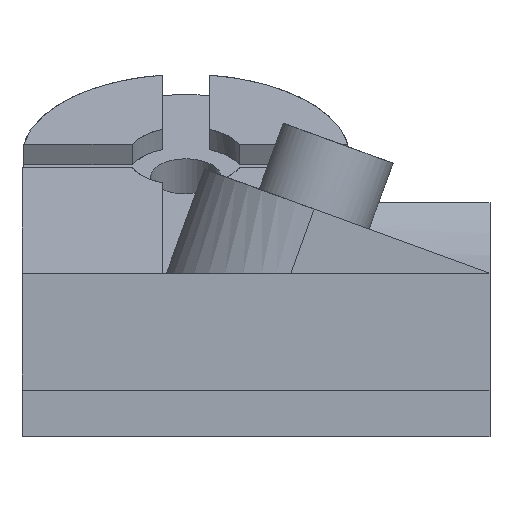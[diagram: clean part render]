
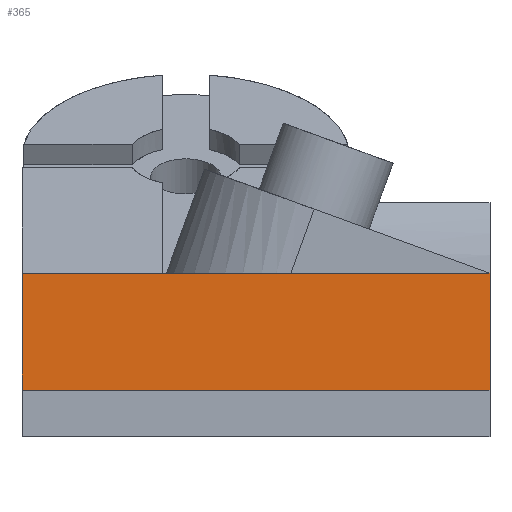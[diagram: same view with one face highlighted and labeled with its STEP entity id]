
A CAD part, front view. The second image highlights one B-rep face of the part: STEP entity #365.
In plain terms, the highlighted free-form (B-spline) face has degree [1, 1] with [2, 2] control points.
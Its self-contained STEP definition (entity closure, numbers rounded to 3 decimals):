
#365 = ADVANCED_FACE('',(#366),#396,.T.);
#366 = FACE_BOUND('',#367,.T.);
#367 = EDGE_LOOP('',(#368,#377,#384,#391));
#368 = ORIENTED_EDGE('',*,*,#369,.T.);
#369 = EDGE_CURVE('',#370,#372,#374,.T.);
#370 = VERTEX_POINT('',#371);
#371 = CARTESIAN_POINT('',(64.886,-129.772,
    32.443));
#372 = VERTEX_POINT('',#373);
#373 = CARTESIAN_POINT('',(-64.886,-129.772,
    32.443));
#374 = B_SPLINE_CURVE_WITH_KNOTS('',1,(#375,#376),.UNSPECIFIED.,.F.,.F.,
  (2,2),(0.,100.),.PIECEWISE_BEZIER_KNOTS.);
#375 = CARTESIAN_POINT('',(64.886,-129.772,
    32.443));
#376 = CARTESIAN_POINT('',(-64.886,-129.772,
    32.443));
#377 = ORIENTED_EDGE('',*,*,#378,.T.);
#378 = EDGE_CURVE('',#372,#379,#381,.T.);
#379 = VERTEX_POINT('',#380);
#380 = CARTESIAN_POINT('',(-64.886,-129.772,0.));
#381 = B_SPLINE_CURVE_WITH_KNOTS('',1,(#382,#383),.UNSPECIFIED.,.F.,.F.,
  (2,2),(0.,25.),.PIECEWISE_BEZIER_KNOTS.);
#382 = CARTESIAN_POINT('',(-64.886,-129.772,
    32.443));
#383 = CARTESIAN_POINT('',(-64.886,-129.772,0.));
#384 = ORIENTED_EDGE('',*,*,#385,.T.);
#385 = EDGE_CURVE('',#379,#386,#388,.T.);
#386 = VERTEX_POINT('',#387);
#387 = CARTESIAN_POINT('',(64.886,-129.772,0.));
#388 = B_SPLINE_CURVE_WITH_KNOTS('',1,(#389,#390),.UNSPECIFIED.,.F.,.F.,
  (2,2),(0.,100.),.PIECEWISE_BEZIER_KNOTS.);
#389 = CARTESIAN_POINT('',(-64.886,-129.772,0.));
#390 = CARTESIAN_POINT('',(64.886,-129.772,0.));
#391 = ORIENTED_EDGE('',*,*,#392,.T.);
#392 = EDGE_CURVE('',#386,#370,#393,.T.);
#393 = B_SPLINE_CURVE_WITH_KNOTS('',1,(#394,#395),.UNSPECIFIED.,.F.,.F.,
  (2,2),(0.,25.),.PIECEWISE_BEZIER_KNOTS.);
#394 = CARTESIAN_POINT('',(64.886,-129.772,0.));
#395 = CARTESIAN_POINT('',(64.886,-129.772,
    32.443));
#396 = B_SPLINE_SURFACE_WITH_KNOTS('',1,1,(
    (#397,#398)
    ,(#399,#400
    )),.UNSPECIFIED.,.F.,.F.,.F.,(2,2),(2,2),(-25.,0.),(-50.,50.),
  .PIECEWISE_BEZIER_KNOTS.);
#397 = CARTESIAN_POINT('',(-64.886,-129.772,
    32.443));
#398 = CARTESIAN_POINT('',(64.886,-129.772,
    32.443));
#399 = CARTESIAN_POINT('',(-64.886,-129.772,0.));
#400 = CARTESIAN_POINT('',(64.886,-129.772,0.));
